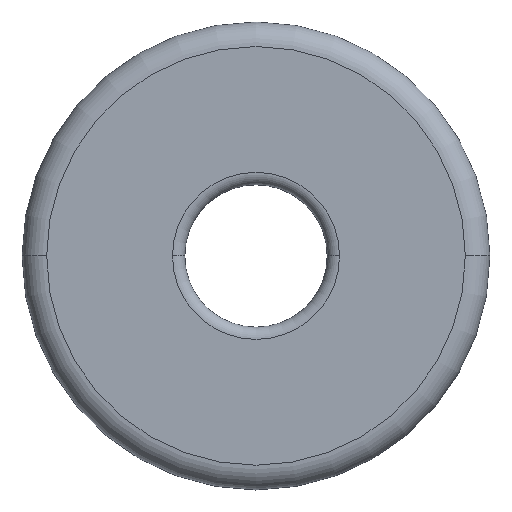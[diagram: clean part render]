
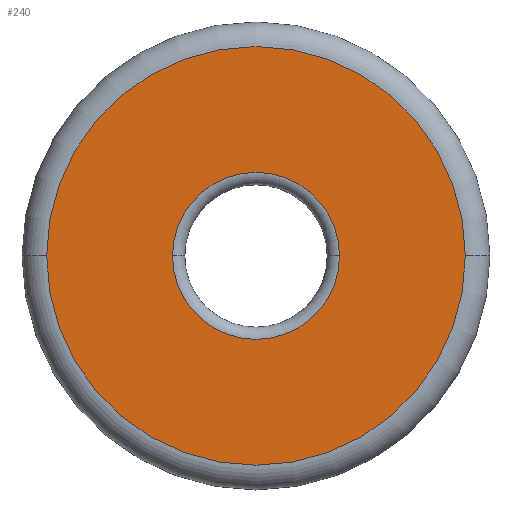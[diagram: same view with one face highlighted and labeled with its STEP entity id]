
A CAD part, top view. The second image highlights one B-rep face of the part: STEP entity #240.
In plain terms, the highlighted planar face has unit normal (0, 0, 1).
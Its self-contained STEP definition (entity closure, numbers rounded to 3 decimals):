
#18 = CARTESIAN_POINT ( 'NONE',  ( 3.4, 0., 6. ) ) ;
#21 = DIRECTION ( 'NONE',  ( 0., 0., 1. ) ) ;
#26 = CARTESIAN_POINT ( 'NONE',  ( 0., 0., 6. ) ) ;
#27 = DIRECTION ( 'NONE',  ( 0., 0., 1. ) ) ;
#83 = DIRECTION ( 'NONE',  ( 0., 0., 1. ) ) ;
#89 = ORIENTED_EDGE ( 'NONE', *, *, #132, .T. ) ;
#98 = DIRECTION ( 'NONE',  ( 0., 0., 1. ) ) ;
#99 = CARTESIAN_POINT ( 'NONE',  ( 8.52, 0., 6. ) ) ;
#113 = EDGE_LOOP ( 'NONE', ( #290, #125 ) ) ;
#114 = FACE_OUTER_BOUND ( 'NONE', #376, .T. ) ;
#122 = AXIS2_PLACEMENT_3D ( 'NONE', #318, #83, #355 ) ;
#125 = ORIENTED_EDGE ( 'NONE', *, *, #223, .F. ) ;
#132 = EDGE_CURVE ( 'NONE', #370, #444, #251, .T. ) ;
#149 = CARTESIAN_POINT ( 'NONE',  ( 0., 0., 6. ) ) ;
#166 = AXIS2_PLACEMENT_3D ( 'NONE', #227, #21, #260 ) ;
#184 = VERTEX_POINT ( 'NONE', #18 ) ;
#189 = DIRECTION ( 'NONE',  ( 0., 0., 1. ) ) ;
#192 = VERTEX_POINT ( 'NONE', #319 ) ;
#195 = CARTESIAN_POINT ( 'NONE',  ( -8.52, 0., 6. ) ) ;
#212 = CIRCLE ( 'NONE', #398, 8.52 ) ;
#223 = EDGE_CURVE ( 'NONE', #192, #184, #300, .T. ) ;
#227 = CARTESIAN_POINT ( 'NONE',  ( 0., 0., 6. ) ) ;
#240 = ADVANCED_FACE ( 'NONE', ( #114, #335 ), #353, .T. ) ;
#251 = CIRCLE ( 'NONE', #409, 8.52 ) ;
#260 = DIRECTION ( 'NONE',  ( 1., 0., 0. ) ) ;
#263 = CIRCLE ( 'NONE', #430, 3.4 ) ;
#266 = CARTESIAN_POINT ( 'NONE',  ( 0., 0., 6. ) ) ;
#268 = EDGE_CURVE ( 'NONE', #444, #370, #212, .T. ) ;
#290 = ORIENTED_EDGE ( 'NONE', *, *, #379, .F. ) ;
#296 = DIRECTION ( 'NONE',  ( 1., 0., 0. ) ) ;
#300 = CIRCLE ( 'NONE', #166, 3.4 ) ;
#318 = CARTESIAN_POINT ( 'NONE',  ( 3.4, 0., 6. ) ) ;
#319 = CARTESIAN_POINT ( 'NONE',  ( -3.4, 0., 6. ) ) ;
#335 = FACE_BOUND ( 'NONE', #113, .T. ) ;
#342 = ORIENTED_EDGE ( 'NONE', *, *, #268, .T. ) ;
#353 = PLANE ( 'NONE',  #122 ) ;
#355 = DIRECTION ( 'NONE',  ( 1., 0., 0. ) ) ;
#370 = VERTEX_POINT ( 'NONE', #195 ) ;
#376 = EDGE_LOOP ( 'NONE', ( #342, #89 ) ) ;
#379 = EDGE_CURVE ( 'NONE', #184, #192, #263, .T. ) ;
#392 = DIRECTION ( 'NONE',  ( 1., 0., 0. ) ) ;
#398 = AXIS2_PLACEMENT_3D ( 'NONE', #26, #27, #401 ) ;
#401 = DIRECTION ( 'NONE',  ( 1., 0., 0. ) ) ;
#409 = AXIS2_PLACEMENT_3D ( 'NONE', #149, #189, #392 ) ;
#430 = AXIS2_PLACEMENT_3D ( 'NONE', #266, #98, #296 ) ;
#444 = VERTEX_POINT ( 'NONE', #99 ) ;
